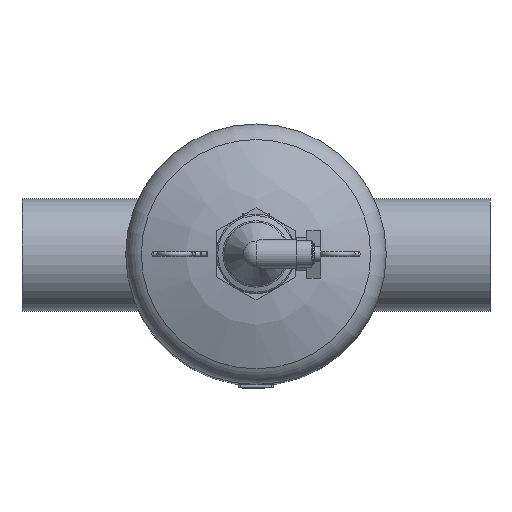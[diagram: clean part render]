
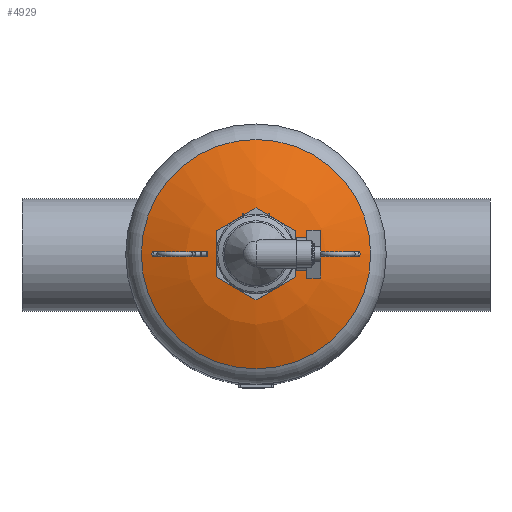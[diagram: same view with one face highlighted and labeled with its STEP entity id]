
A CAD part, top view. The second image highlights one B-rep face of the part: STEP entity #4929.
In plain terms, the highlighted free-form (B-spline) face has degree [2, 2] with [3, 9] control points.
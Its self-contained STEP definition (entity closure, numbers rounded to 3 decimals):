
#945=(
BOUNDED_CURVE()
B_SPLINE_CURVE(2,(#7486,#7487,#7488),.UNSPECIFIED.,.F.,.F.)
B_SPLINE_CURVE_WITH_KNOTS((3,3),(-1.48,-1.12),
 .UNSPECIFIED.)
CURVE()
GEOMETRIC_REPRESENTATION_ITEM()
RATIONAL_B_SPLINE_CURVE((1.,0.984,1.))
REPRESENTATION_ITEM('')
);
#959=(
BOUNDED_SURFACE()
B_SPLINE_SURFACE(2,2,((#7459,#7460,#7461,#7462,#7463,#7464,#7465,#7466,
#7467),(#7468,#7469,#7470,#7471,#7472,#7473,#7474,#7475,#7476),(#7477,#7478,
#7479,#7480,#7481,#7482,#7483,#7484,#7485)),.UNSPECIFIED.,.F.,.T.,.F.)
B_SPLINE_SURFACE_WITH_KNOTS((3,3),(3,2,2,2,3),(1.12,1.48),
(-3.142,-1.571,0.,1.571,3.142),
 .UNSPECIFIED.)
GEOMETRIC_REPRESENTATION_ITEM()
RATIONAL_B_SPLINE_SURFACE(((1.,0.707,1.,0.707,1.,
0.707,1.,0.707,1.),(0.984,0.696,
0.984,0.696,0.984,0.696,0.984,
0.696,0.984),(1.,0.707,1.,0.707,
1.,0.707,1.,0.707,1.)))
REPRESENTATION_ITEM('')
SURFACE()
);
#1237=FACE_OUTER_BOUND('',#1561,.T.);
#1561=EDGE_LOOP('',(#3406,#3407,#3408,#3409,#3410,#3411));
#1920=CIRCLE('',#5264,19.);
#1921=CIRCLE('',#5265,19.);
#1927=CIRCLE('',#5277,90.677);
#1928=CIRCLE('',#5278,90.677);
#2170=VERTEX_POINT('',#7435);
#2171=VERTEX_POINT('',#7436);
#2177=VERTEX_POINT('',#7455);
#2178=VERTEX_POINT('',#7456);
#2666=EDGE_CURVE('',#2170,#2171,#1920,.T.);
#2667=EDGE_CURVE('',#2171,#2170,#1921,.T.);
#2673=EDGE_CURVE('',#2177,#2178,#1927,.T.);
#2674=EDGE_CURVE('',#2178,#2177,#1928,.T.);
#2675=EDGE_CURVE('',#2171,#2178,#945,.T.);
#3406=ORIENTED_EDGE('',*,*,#2666,.T.);
#3407=ORIENTED_EDGE('',*,*,#2675,.T.);
#3408=ORIENTED_EDGE('',*,*,#2674,.T.);
#3409=ORIENTED_EDGE('',*,*,#2673,.T.);
#3410=ORIENTED_EDGE('',*,*,#2675,.F.);
#3411=ORIENTED_EDGE('',*,*,#2667,.T.);
#4929=ADVANCED_FACE('',(#1237),#959,.F.);
#5264=AXIS2_PLACEMENT_3D('',#7437,#5849,#5850);
#5265=AXIS2_PLACEMENT_3D('',#7438,#5851,#5852);
#5277=AXIS2_PLACEMENT_3D('',#7457,#5875,#5876);
#5278=AXIS2_PLACEMENT_3D('',#7458,#5877,#5878);
#5849=DIRECTION('center_axis',(0.,0.,-1.));
#5850=DIRECTION('ref_axis',(-1.,0.,0.));
#5851=DIRECTION('center_axis',(0.,0.,-1.));
#5852=DIRECTION('ref_axis',(-1.,0.,0.));
#5875=DIRECTION('center_axis',(0.,0.,1.));
#5876=DIRECTION('ref_axis',(1.,0.,0.));
#5877=DIRECTION('center_axis',(0.,0.,1.));
#5878=DIRECTION('ref_axis',(1.,0.,0.));
#7435=CARTESIAN_POINT('',(-19.,0.,683.89));
#7436=CARTESIAN_POINT('',(0.,19.,683.89));
#7437=CARTESIAN_POINT('Origin',(0.,0.,683.89));
#7438=CARTESIAN_POINT('Origin',(0.,0.,683.89));
#7455=CARTESIAN_POINT('',(-90.677,0.,663.964));
#7456=CARTESIAN_POINT('',(0.,90.677,663.964));
#7457=CARTESIAN_POINT('Origin',(0.,0.,663.964));
#7458=CARTESIAN_POINT('Origin',(0.,0.,663.964));
#7459=CARTESIAN_POINT('Ctrl Pts',(0.,90.677,663.964));
#7460=CARTESIAN_POINT('Ctrl Pts',(-90.677,90.677,663.964));
#7461=CARTESIAN_POINT('Ctrl Pts',(-90.677,0.,
663.964));
#7462=CARTESIAN_POINT('Ctrl Pts',(-90.677,-90.677,663.964));
#7463=CARTESIAN_POINT('Ctrl Pts',(0.,-90.677,663.964));
#7464=CARTESIAN_POINT('Ctrl Pts',(90.677,-90.677,663.964));
#7465=CARTESIAN_POINT('Ctrl Pts',(90.677,0.,
663.964));
#7466=CARTESIAN_POINT('Ctrl Pts',(90.677,90.677,663.964));
#7467=CARTESIAN_POINT('Ctrl Pts',(0.,90.677,663.964));
#7468=CARTESIAN_POINT('Ctrl Pts',(0.,56.652,680.449));
#7469=CARTESIAN_POINT('Ctrl Pts',(-56.652,56.652,680.449));
#7470=CARTESIAN_POINT('Ctrl Pts',(-56.652,0.,
680.449));
#7471=CARTESIAN_POINT('Ctrl Pts',(-56.652,-56.652,680.449));
#7472=CARTESIAN_POINT('Ctrl Pts',(0.,-56.652,680.449));
#7473=CARTESIAN_POINT('Ctrl Pts',(56.652,-56.652,680.449));
#7474=CARTESIAN_POINT('Ctrl Pts',(56.652,0.,
680.449));
#7475=CARTESIAN_POINT('Ctrl Pts',(56.652,56.652,680.449));
#7476=CARTESIAN_POINT('Ctrl Pts',(0.,56.652,680.449));
#7477=CARTESIAN_POINT('Ctrl Pts',(0.,19.,683.89));
#7478=CARTESIAN_POINT('Ctrl Pts',(-19.,19.,683.89));
#7479=CARTESIAN_POINT('Ctrl Pts',(-19.,0.,683.89));
#7480=CARTESIAN_POINT('Ctrl Pts',(-19.,-19.,683.89));
#7481=CARTESIAN_POINT('Ctrl Pts',(0.,-19.,683.89));
#7482=CARTESIAN_POINT('Ctrl Pts',(19.,-19.,683.89));
#7483=CARTESIAN_POINT('Ctrl Pts',(19.,0.,683.89));
#7484=CARTESIAN_POINT('Ctrl Pts',(19.,19.,683.89));
#7485=CARTESIAN_POINT('Ctrl Pts',(0.,19.,683.89));
#7486=CARTESIAN_POINT('Ctrl Pts',(0.,19.,683.89));
#7487=CARTESIAN_POINT('Ctrl Pts',(0.,56.652,680.449));
#7488=CARTESIAN_POINT('Ctrl Pts',(0.,90.677,663.964));
